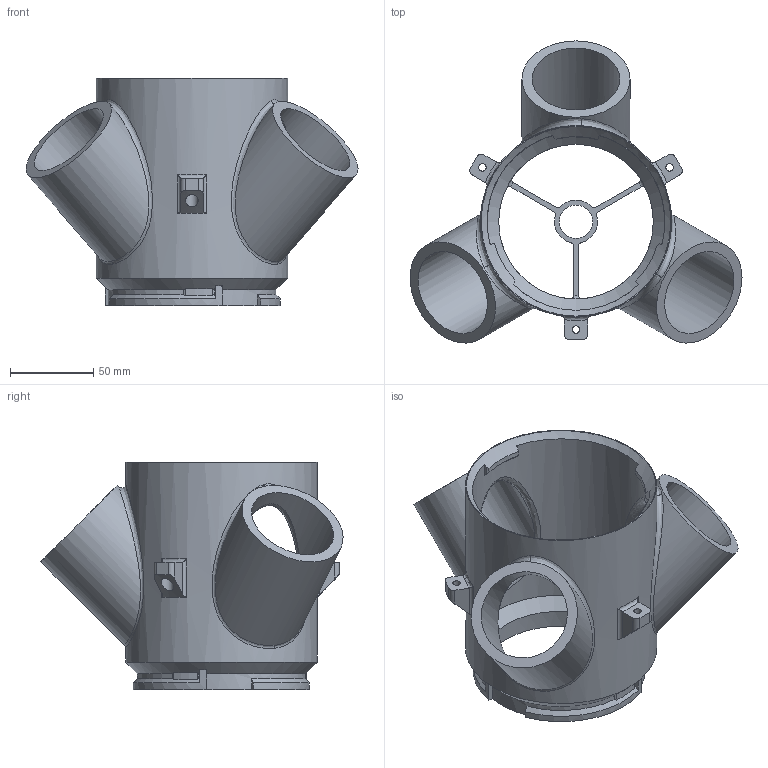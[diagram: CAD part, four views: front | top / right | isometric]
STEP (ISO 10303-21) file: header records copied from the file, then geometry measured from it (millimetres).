
FILE_DESCRIPTION(/* description */ ('STEP AP203'),/* implementation_level */ '2;1');
FILE_NAME(/* name */ 'ModularPlanting3WayOpen v1.step',/* time_stamp */ '2025-06-01T02:26:48-03:00',/* author */ (''),/* organization */ (''),/* preprocessor_version */ 'ST-DEVELOPER v20.1',/* originating_system */ 'Autodesk Translation Framework v14.4.0.0',/* authorisation */ '');
FILE_SCHEMA (('AUTOMOTIVE_DESIGN { 1 0 10303 214 3 1 1 }'));
Length unit declared in the file: millimetre
Products named in the file (1): 3-Way_Planting_Module_Hollow
Bounding box: 199.58 x 181.7 x 136.5 mm (x, y, z)
Volume: 318618.5 mm3; surface area: 134746.5 mm2
Topology: 1 solids, 1 shells, 139 faces, 412 edges, 278 vertices
Faces by surface type: cylinder 58, plane 51, cone 15, bspline 9, torus 6
Full cylindrical faces by diameter (mm): 4.5 x3, 7.5 x3, 20 x1, 52.7 x3, 65 x3, 93 x1, 107 x1, 115 x1
Entity records: 8699 total; most frequent: CARTESIAN_POINT 4948, ORIENTED_EDGE 824, DIRECTION 740, EDGE_CURVE 412, AXIS2_PLACEMENT_3D 279, VERTEX_POINT 278, LINE 182, VECTOR 182
